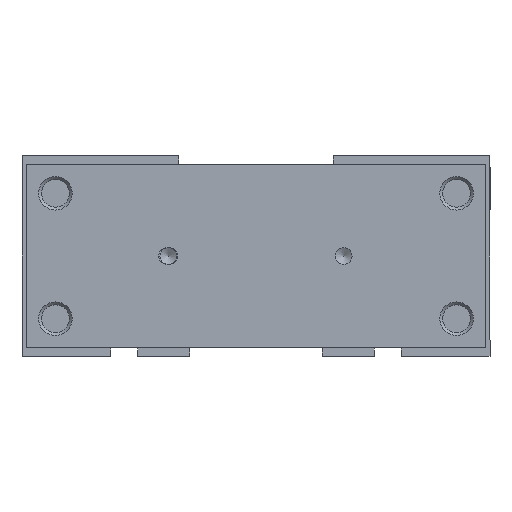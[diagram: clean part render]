
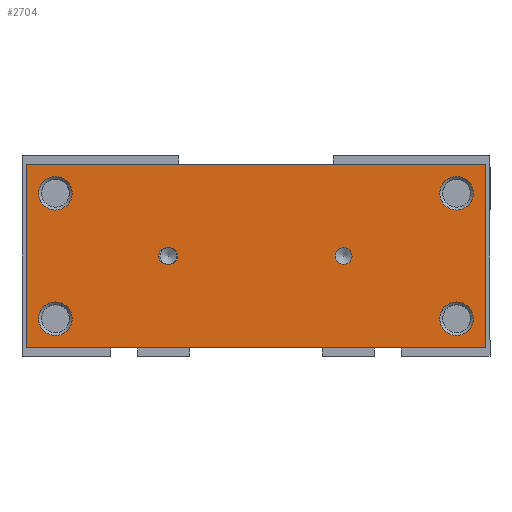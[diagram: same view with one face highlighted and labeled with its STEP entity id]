
A CAD part, left-side view. The second image highlights one B-rep face of the part: STEP entity #2704.
In plain terms, the highlighted face is planar.
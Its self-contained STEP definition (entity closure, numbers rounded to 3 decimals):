
#157=LINE('',#4089,#381);
#161=LINE('',#4098,#385);
#164=LINE('',#4104,#388);
#167=LINE('',#4110,#391);
#169=LINE('',#4141,#393);
#170=LINE('',#4145,#394);
#381=VECTOR('',#3261,1000.);
#385=VECTOR('',#3267,1000.);
#388=VECTOR('',#3272,1000.);
#391=VECTOR('',#3277,1000.);
#393=VECTOR('',#3309,1000.);
#394=VECTOR('',#3312,1000.);
#658=ORIENTED_EDGE('',*,*,#1322,.F.);
#659=ORIENTED_EDGE('',*,*,#1323,.F.);
#660=ORIENTED_EDGE('',*,*,#1324,.F.);
#661=ORIENTED_EDGE('',*,*,#1325,.F.);
#662=ORIENTED_EDGE('',*,*,#1326,.F.);
#663=ORIENTED_EDGE('',*,*,#1327,.F.);
#664=ORIENTED_EDGE('',*,*,#1328,.F.);
#665=ORIENTED_EDGE('',*,*,#1329,.F.);
#666=ORIENTED_EDGE('',*,*,#1330,.F.);
#667=ORIENTED_EDGE('',*,*,#1303,.T.);
#668=ORIENTED_EDGE('',*,*,#1307,.T.);
#669=ORIENTED_EDGE('',*,*,#1310,.T.);
#670=ORIENTED_EDGE('',*,*,#1313,.T.);
#1303=EDGE_CURVE('',#1644,#1645,#157,.T.);
#1307=EDGE_CURVE('',#1645,#1648,#161,.T.);
#1310=EDGE_CURVE('',#1648,#1650,#164,.T.);
#1313=EDGE_CURVE('',#1650,#1644,#167,.T.);
#1322=EDGE_CURVE('',#1659,#1659,#1912,.T.);
#1323=EDGE_CURVE('',#1660,#1660,#1913,.T.);
#1324=EDGE_CURVE('',#1661,#1661,#1914,.T.);
#1325=EDGE_CURVE('',#1662,#1662,#1915,.T.);
#1326=EDGE_CURVE('',#1663,#1663,#1916,.T.);
#1327=EDGE_CURVE('',#1664,#1665,#1917,.T.);
#1328=EDGE_CURVE('',#1666,#1664,#169,.T.);
#1329=EDGE_CURVE('',#1667,#1666,#1918,.T.);
#1330=EDGE_CURVE('',#1665,#1667,#170,.T.);
#1644=VERTEX_POINT('',#4090);
#1645=VERTEX_POINT('',#4091);
#1648=VERTEX_POINT('',#4099);
#1650=VERTEX_POINT('',#4105);
#1659=VERTEX_POINT('',#4129);
#1660=VERTEX_POINT('',#4131);
#1661=VERTEX_POINT('',#4133);
#1662=VERTEX_POINT('',#4135);
#1663=VERTEX_POINT('',#4137);
#1664=VERTEX_POINT('',#4139);
#1665=VERTEX_POINT('',#4140);
#1666=VERTEX_POINT('',#4142);
#1667=VERTEX_POINT('',#4144);
#1912=CIRCLE('',#2931,4.);
#1913=CIRCLE('',#2932,4.);
#1914=CIRCLE('',#2933,4.);
#1915=CIRCLE('',#2934,4.);
#1916=CIRCLE('',#2935,2.);
#1917=CIRCLE('',#2936,2.);
#1918=CIRCLE('',#2937,2.);
#2052=EDGE_LOOP('',(#658));
#2053=EDGE_LOOP('',(#659));
#2054=EDGE_LOOP('',(#660));
#2055=EDGE_LOOP('',(#661));
#2056=EDGE_LOOP('',(#662));
#2057=EDGE_LOOP('',(#663,#664,#665,#666));
#2058=EDGE_LOOP('',(#667,#668,#669,#670));
#2330=FACE_BOUND('',#2052,.T.);
#2331=FACE_BOUND('',#2053,.T.);
#2332=FACE_BOUND('',#2054,.T.);
#2333=FACE_BOUND('',#2055,.T.);
#2334=FACE_BOUND('',#2056,.T.);
#2335=FACE_BOUND('',#2057,.T.);
#2336=FACE_BOUND('',#2058,.T.);
#2608=PLANE('',#2930);
#2704=ADVANCED_FACE('',(#2330,#2331,#2332,#2333,#2334,#2335,#2336),#2608,
 .T.);
#2930=AXIS2_PLACEMENT_3D('',#4127,#3295,#3296);
#2931=AXIS2_PLACEMENT_3D('',#4128,#3297,#3298);
#2932=AXIS2_PLACEMENT_3D('',#4130,#3299,#3300);
#2933=AXIS2_PLACEMENT_3D('',#4132,#3301,#3302);
#2934=AXIS2_PLACEMENT_3D('',#4134,#3303,#3304);
#2935=AXIS2_PLACEMENT_3D('',#4136,#3305,#3306);
#2936=AXIS2_PLACEMENT_3D('',#4138,#3307,#3308);
#2937=AXIS2_PLACEMENT_3D('',#4143,#3310,#3311);
#3261=DIRECTION('',(0.,-1.,0.));
#3267=DIRECTION('',(1.,0.,0.));
#3272=DIRECTION('',(0.,1.,0.));
#3277=DIRECTION('',(-1.,0.,0.));
#3295=DIRECTION('',(0.,0.,1.));
#3296=DIRECTION('',(1.,0.,0.));
#3297=DIRECTION('',(0.,0.,1.));
#3298=DIRECTION('',(1.,0.,0.));
#3299=DIRECTION('',(0.,0.,1.));
#3300=DIRECTION('',(1.,0.,0.));
#3301=DIRECTION('',(0.,0.,1.));
#3302=DIRECTION('',(1.,0.,0.));
#3303=DIRECTION('',(0.,0.,1.));
#3304=DIRECTION('',(1.,0.,0.));
#3305=DIRECTION('',(0.,0.,1.));
#3306=DIRECTION('',(1.,0.,0.));
#3307=DIRECTION('',(0.,0.,1.));
#3308=DIRECTION('',(1.,0.,0.));
#3309=DIRECTION('',(0.,1.,0.));
#3310=DIRECTION('',(0.,0.,1.));
#3311=DIRECTION('',(1.,0.,0.));
#3312=DIRECTION('',(0.,-1.,0.));
#4089=CARTESIAN_POINT('',(-22.,55.,22.));
#4090=CARTESIAN_POINT('',(-22.,55.,22.));
#4091=CARTESIAN_POINT('',(-22.,-55.,22.));
#4098=CARTESIAN_POINT('',(-22.,-55.,22.));
#4099=CARTESIAN_POINT('',(22.,-55.,22.));
#4104=CARTESIAN_POINT('',(22.,-55.,22.));
#4105=CARTESIAN_POINT('',(22.,55.,22.));
#4110=CARTESIAN_POINT('',(22.,55.,22.));
#4127=CARTESIAN_POINT('',(0.,0.,22.));
#4128=CARTESIAN_POINT('',(-15.,48.,22.));
#4129=CARTESIAN_POINT('',(-11.,48.,22.));
#4130=CARTESIAN_POINT('',(15.,48.,22.));
#4131=CARTESIAN_POINT('',(19.,48.,22.));
#4132=CARTESIAN_POINT('',(-15.,-48.,22.));
#4133=CARTESIAN_POINT('',(-11.,-48.,22.));
#4134=CARTESIAN_POINT('',(15.,-48.,22.));
#4135=CARTESIAN_POINT('',(19.,-48.,22.));
#4136=CARTESIAN_POINT('',(0.,-21.,22.));
#4137=CARTESIAN_POINT('',(2.,-21.,22.));
#4138=CARTESIAN_POINT('',(0.,21.25,22.));
#4139=CARTESIAN_POINT('',(2.,21.25,22.));
#4140=CARTESIAN_POINT('',(-2.,21.25,22.));
#4141=CARTESIAN_POINT('',(2.,20.75,22.));
#4142=CARTESIAN_POINT('',(2.,20.75,22.));
#4143=CARTESIAN_POINT('',(0.,20.75,22.));
#4144=CARTESIAN_POINT('',(-2.,20.75,22.));
#4145=CARTESIAN_POINT('',(-2.,21.25,22.));
